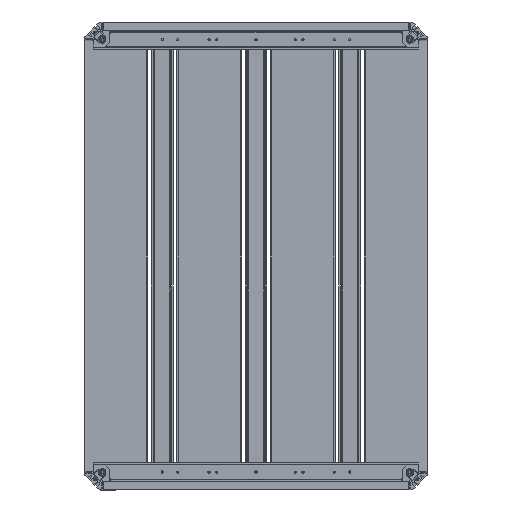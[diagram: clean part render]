
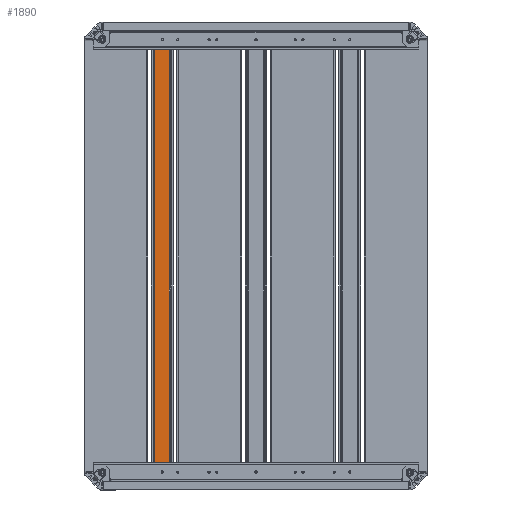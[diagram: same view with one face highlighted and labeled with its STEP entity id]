
A CAD part, top view. The second image highlights one B-rep face of the part: STEP entity #1890.
In plain terms, the highlighted face is planar.
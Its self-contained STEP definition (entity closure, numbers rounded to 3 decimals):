
#251 = LINE ( 'NONE', #29385, #44875 ) ;
#1383 = CARTESIAN_POINT ( 'NONE',  ( -11.5, -1., 357. ) ) ;
#1890 = ADVANCED_FACE ( 'NONE', ( #42205 ), #9211, .F. ) ;
#3336 = VERTEX_POINT ( 'NONE', #9955 ) ;
#3416 = CARTESIAN_POINT ( 'NONE',  ( -2.25, -1., 345. ) ) ;
#3892 = DIRECTION ( 'NONE',  ( 0., 0., 1. ) ) ;
#4100 = DIRECTION ( 'NONE',  ( 0., -1., 0. ) ) ;
#4156 = DIRECTION ( 'NONE',  ( 0., 0., -1. ) ) ;
#4570 = VECTOR ( 'NONE', #29896, 1000. ) ;
#5077 = VERTEX_POINT ( 'NONE', #9547 ) ;
#5665 = VERTEX_POINT ( 'NONE', #5745 ) ;
#5745 = CARTESIAN_POINT ( 'NONE',  ( 0., -1., -342.75 ) ) ;
#6248 = ORIENTED_EDGE ( 'NONE', *, *, #30853, .F. ) ;
#6404 = CARTESIAN_POINT ( 'NONE',  ( -11.5, -1., -357. ) ) ;
#6407 = LINE ( 'NONE', #10696, #16932 ) ;
#6939 = VERTEX_POINT ( 'NONE', #14273 ) ;
#7655 = EDGE_CURVE ( 'NONE', #36602, #5077, #46877, .T. ) ;
#7968 = CARTESIAN_POINT ( 'NONE',  ( 2.25, -1., -345. ) ) ;
#8449 = DIRECTION ( 'NONE',  ( 0., -1., 0. ) ) ;
#9211 = PLANE ( 'NONE',  #36209 ) ;
#9504 = LINE ( 'NONE', #27900, #39879 ) ;
#9547 = CARTESIAN_POINT ( 'NONE',  ( -2.25, -1., -357. ) ) ;
#9658 = ORIENTED_EDGE ( 'NONE', *, *, #10985, .F. ) ;
#9955 = CARTESIAN_POINT ( 'NONE',  ( 11.5, -1., -357. ) ) ;
#10171 = VECTOR ( 'NONE', #10693, 1000. ) ;
#10594 = VECTOR ( 'NONE', #15299, 1000. ) ;
#10693 = DIRECTION ( 'NONE',  ( 1., 0., 0. ) ) ;
#10696 = CARTESIAN_POINT ( 'NONE',  ( -11.5, -1., -357. ) ) ;
#10916 = ORIENTED_EDGE ( 'NONE', *, *, #11004, .F. ) ;
#10982 = CARTESIAN_POINT ( 'NONE',  ( -2.25, -1., 357. ) ) ;
#10985 = EDGE_CURVE ( 'NONE', #18100, #14846, #15530, .T. ) ;
#11004 = EDGE_CURVE ( 'NONE', #32941, #5665, #22055, .T. ) ;
#11227 = DIRECTION ( 'NONE',  ( 0., 0., -1. ) ) ;
#12840 = VERTEX_POINT ( 'NONE', #34752 ) ;
#13045 = DIRECTION ( 'NONE',  ( 0., 1., 0. ) ) ;
#13753 = CIRCLE ( 'NONE', #32080, 2.25 ) ;
#14273 = CARTESIAN_POINT ( 'NONE',  ( -2.25, -1., 345. ) ) ;
#14568 = CARTESIAN_POINT ( 'NONE',  ( -2.25, -1., -345. ) ) ;
#14846 = VERTEX_POINT ( 'NONE', #25828 ) ;
#15299 = DIRECTION ( 'NONE',  ( 1., 0., 0. ) ) ;
#15530 = LINE ( 'NONE', #44237, #10594 ) ;
#15555 = CARTESIAN_POINT ( 'NONE',  ( 2.25, -1., -357. ) ) ;
#15861 = ORIENTED_EDGE ( 'NONE', *, *, #43441, .F. ) ;
#16932 = VECTOR ( 'NONE', #22157, 1000. ) ;
#17378 = ORIENTED_EDGE ( 'NONE', *, *, #25248, .T. ) ;
#17458 = EDGE_LOOP ( 'NONE', ( #22952, #19426, #43199, #39177, #40122, #17378, #39016, #6248, #10916, #15861, #40038, #32129, #9658 ) ) ;
#17560 = CARTESIAN_POINT ( 'NONE',  ( 2.25, -1., -357. ) ) ;
#17990 = LINE ( 'NONE', #25162, #29316 ) ;
#18100 = VERTEX_POINT ( 'NONE', #29406 ) ;
#18234 = DIRECTION ( 'NONE',  ( -1., 0., 0. ) ) ;
#19138 = LINE ( 'NONE', #15555, #4570 ) ;
#19172 = EDGE_CURVE ( 'NONE', #12840, #39116, #9504, .T. ) ;
#19426 = ORIENTED_EDGE ( 'NONE', *, *, #21023, .T. ) ;
#20932 = EDGE_CURVE ( 'NONE', #14846, #3336, #44065, .T. ) ;
#21023 = EDGE_CURVE ( 'NONE', #38241, #6939, #13753, .T. ) ;
#22052 = DIRECTION ( 'NONE',  ( 0., 0., -1. ) ) ;
#22055 = CIRCLE ( 'NONE', #25088, 2.25 ) ;
#22157 = DIRECTION ( 'NONE',  ( 1., 0., 0. ) ) ;
#22952 = ORIENTED_EDGE ( 'NONE', *, *, #38162, .T. ) ;
#24320 = DIRECTION ( 'NONE',  ( 1., 0., 0. ) ) ;
#24620 = DIRECTION ( 'NONE',  ( 0., 0., -1. ) ) ;
#24895 = CARTESIAN_POINT ( 'NONE',  ( -2.25, -1., -345. ) ) ;
#25088 = AXIS2_PLACEMENT_3D ( 'NONE', #44713, #4100, #26527 ) ;
#25162 = CARTESIAN_POINT ( 'NONE',  ( -11.5, -1., 357. ) ) ;
#25248 = EDGE_CURVE ( 'NONE', #33680, #5077, #43914, .T. ) ;
#25652 = VERTEX_POINT ( 'NONE', #17560 ) ;
#25828 = CARTESIAN_POINT ( 'NONE',  ( 11.5, -1., 357. ) ) ;
#26196 = EDGE_CURVE ( 'NONE', #25652, #3336, #6407, .T. ) ;
#26527 = DIRECTION ( 'NONE',  ( -1., 0., 0. ) ) ;
#27900 = CARTESIAN_POINT ( 'NONE',  ( -11.5, -1., 357. ) ) ;
#28544 = EDGE_CURVE ( 'NONE', #12840, #33680, #17990, .T. ) ;
#28642 = AXIS2_PLACEMENT_3D ( 'NONE', #34252, #8449, #30656 ) ;
#29316 = VECTOR ( 'NONE', #22052, 1000. ) ;
#29385 = CARTESIAN_POINT ( 'NONE',  ( 2.25, -1., 357. ) ) ;
#29406 = CARTESIAN_POINT ( 'NONE',  ( 2.25, -1., 357. ) ) ;
#29896 = DIRECTION ( 'NONE',  ( 0., 0., 1. ) ) ;
#30656 = DIRECTION ( 'NONE',  ( -1., 0., 0. ) ) ;
#30853 = EDGE_CURVE ( 'NONE', #5665, #36602, #43175, .T. ) ;
#32080 = AXIS2_PLACEMENT_3D ( 'NONE', #36411, #36650, #18234 ) ;
#32129 = ORIENTED_EDGE ( 'NONE', *, *, #20932, .F. ) ;
#32570 = VECTOR ( 'NONE', #24620, 1000. ) ;
#32941 = VERTEX_POINT ( 'NONE', #7968 ) ;
#33680 = VERTEX_POINT ( 'NONE', #35005 ) ;
#34252 = CARTESIAN_POINT ( 'NONE',  ( 0., -1., -345. ) ) ;
#34752 = CARTESIAN_POINT ( 'NONE',  ( -11.5, -1., 357. ) ) ;
#35005 = CARTESIAN_POINT ( 'NONE',  ( -11.5, -1., -357. ) ) ;
#35596 = CARTESIAN_POINT ( 'NONE',  ( 2.25, -1., 345. ) ) ;
#36209 = AXIS2_PLACEMENT_3D ( 'NONE', #1383, #13045, #38385 ) ;
#36411 = CARTESIAN_POINT ( 'NONE',  ( 0., -1., 345. ) ) ;
#36602 = VERTEX_POINT ( 'NONE', #24895 ) ;
#36605 = EDGE_CURVE ( 'NONE', #6939, #39116, #46914, .T. ) ;
#36650 = DIRECTION ( 'NONE',  ( 0., 1., 0. ) ) ;
#38162 = EDGE_CURVE ( 'NONE', #18100, #38241, #251, .T. ) ;
#38241 = VERTEX_POINT ( 'NONE', #35596 ) ;
#38385 = DIRECTION ( 'NONE',  ( -1., 0., 0. ) ) ;
#39016 = ORIENTED_EDGE ( 'NONE', *, *, #7655, .F. ) ;
#39116 = VERTEX_POINT ( 'NONE', #10982 ) ;
#39177 = ORIENTED_EDGE ( 'NONE', *, *, #19172, .F. ) ;
#39879 = VECTOR ( 'NONE', #24320, 1000. ) ;
#40038 = ORIENTED_EDGE ( 'NONE', *, *, #26196, .T. ) ;
#40122 = ORIENTED_EDGE ( 'NONE', *, *, #28544, .T. ) ;
#40158 = VECTOR ( 'NONE', #3892, 1000. ) ;
#41220 = VECTOR ( 'NONE', #4156, 1000. ) ;
#42205 = FACE_OUTER_BOUND ( 'NONE', #17458, .T. ) ;
#43175 = CIRCLE ( 'NONE', #28642, 2.25 ) ;
#43199 = ORIENTED_EDGE ( 'NONE', *, *, #36605, .T. ) ;
#43441 = EDGE_CURVE ( 'NONE', #25652, #32941, #19138, .T. ) ;
#43585 = CARTESIAN_POINT ( 'NONE',  ( 11.5, -1., 357. ) ) ;
#43914 = LINE ( 'NONE', #6404, #10171 ) ;
#44065 = LINE ( 'NONE', #43585, #41220 ) ;
#44237 = CARTESIAN_POINT ( 'NONE',  ( -11.5, -1., 357. ) ) ;
#44713 = CARTESIAN_POINT ( 'NONE',  ( 0., -1., -345. ) ) ;
#44875 = VECTOR ( 'NONE', #11227, 1000. ) ;
#46877 = LINE ( 'NONE', #14568, #32570 ) ;
#46914 = LINE ( 'NONE', #3416, #40158 ) ;
